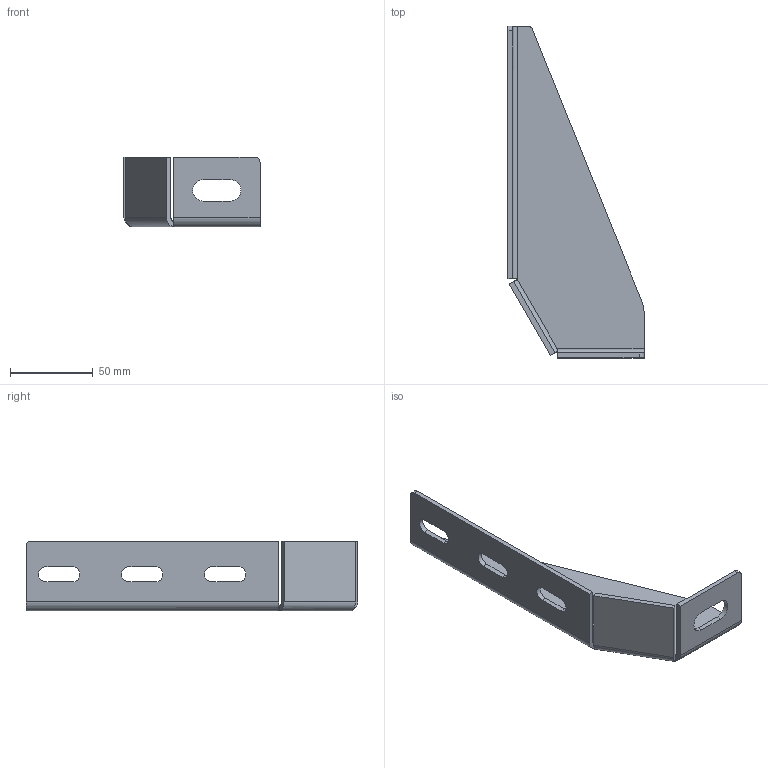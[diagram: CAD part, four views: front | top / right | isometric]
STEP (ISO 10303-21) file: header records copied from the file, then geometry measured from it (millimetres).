
FILE_DESCRIPTION(('Creo Elements/Direct Modeling STEP Export'),'2;1');
FILE_NAME('44.0216.1_Fundamentwinkel-MMS-44_200x82x42x3-rechts-chem-vernickelt.stp','2022-03-21T 8:58:37',(''),(''),'PTC Creo Elements/Direct Modeling STEP processor for AP214 (Solid Model)','PTC Creo Elements/Direct Modeling 19.0C 15-Aug-2015 (C) Parametric Technology GmbH','');
FILE_SCHEMA(('AUTOMOTIVE_DESIGN { 1 0 10303 214 1 1 1 1 }'));
Length unit declared in the file: millimetre
Products named in the file (2): Fundamentwinkel-MMS-44_200x82x42x3-rechts-chem-vernickelt_44.0216.1_PX1
73519
Assembly tree (1 placements, depth 2):
  Fundamentwinkel-MMS-44_200x82x42x3-rechts-chem-vernickelt_44.0216.1_PX1
73519
    Fundamentwinkel-MMS-44_200x82x42x3-rechts-chem-vernickelt_44.0216.1_PX1
73519
Bounding box: 82 x 200 x 42 mm (x, y, z)
Volume: 55527.2 mm3; surface area: 39958 mm2
Topology: 1 solids, 1 shells, 48 faces, 138 edges, 92 vertices
Faces by surface type: plane 28, cylinder 20
Entity records: 1669 total; most frequent: CARTESIAN_POINT 304, DIRECTION 280, ORIENTED_EDGE 276, EDGE_CURVE 138, AXIS2_PLACEMENT_3D 94, VERTEX_POINT 92, VECTOR 92, LINE 92
